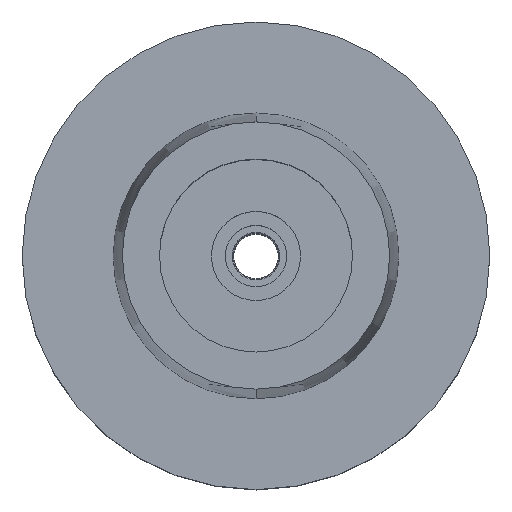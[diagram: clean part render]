
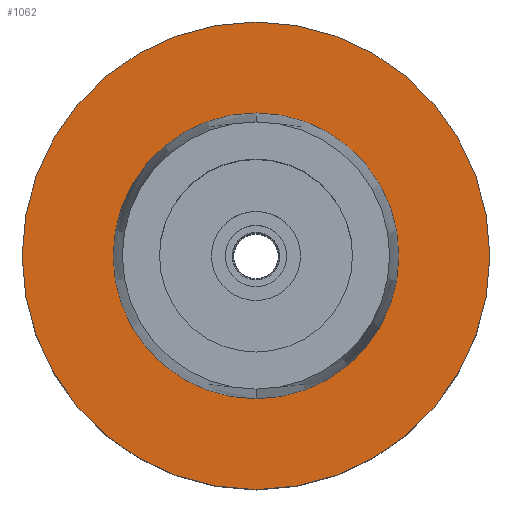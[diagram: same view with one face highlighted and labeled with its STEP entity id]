
A CAD part, top view. The second image highlights one B-rep face of the part: STEP entity #1062.
In plain terms, the highlighted planar face has unit normal (0, 0, 1).
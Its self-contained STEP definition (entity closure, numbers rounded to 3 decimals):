
#91=CARTESIAN_POINT('',(0.,0.,0.));
#92=DIRECTION('',(0.,0.,-1.));
#93=DIRECTION('',(0.,-1.,0.));
#94=AXIS2_PLACEMENT_3D('',#91,#92,#93);
#99=CARTESIAN_POINT('',(0.,0.,0.));
#100=DIRECTION('',(0.,0.,-1.));
#101=DIRECTION('',(0.,1.,0.));
#102=AXIS2_PLACEMENT_3D('',#99,#100,#101);
#107=CARTESIAN_POINT('',(0.,0.,0.));
#108=DIRECTION('',(0.,0.,1.));
#109=DIRECTION('',(0.,-1.,0.));
#110=AXIS2_PLACEMENT_3D('',#107,#108,#109);
#115=CARTESIAN_POINT('',(0.,0.,0.));
#116=DIRECTION('',(0.,0.,1.));
#117=DIRECTION('',(0.,1.,0.));
#118=AXIS2_PLACEMENT_3D('',#115,#116,#117);
#877=CARTESIAN_POINT('',(0.,19.25,0.));
#878=VERTEX_POINT('',#877);
#879=CARTESIAN_POINT('',(0.,-19.25,0.));
#880=VERTEX_POINT('',#879);
#881=CARTESIAN_POINT('',(0.,-31.5,0.));
#882=CARTESIAN_POINT('',(0.,31.5,0.));
#883=VERTEX_POINT('',#881);
#884=VERTEX_POINT('',#882);
#1047=CARTESIAN_POINT('',(0.,0.,0.));
#1048=DIRECTION('',(0.,0.,1.));
#1049=DIRECTION('',(0.,1.,0.));
#1050=AXIS2_PLACEMENT_3D('',#1047,#1048,#1049);
#1051=PLANE('',#1050);
#1053=ORIENTED_EDGE('',*,*,#1052,.T.);
#1055=ORIENTED_EDGE('',*,*,#1054,.T.);
#1056=EDGE_LOOP('',(#1053,#1055));
#1057=FACE_OUTER_BOUND('',#1056,.F.);
#1058=ORIENTED_EDGE('',*,*,#1040,.T.);
#1059=ORIENTED_EDGE('',*,*,#1029,.T.);
#1060=EDGE_LOOP('',(#1058,#1059));
#1061=FACE_BOUND('',#1060,.F.);
#95=CIRCLE('',#94,31.5);
#103=CIRCLE('',#102,31.5);
#111=CIRCLE('',#110,19.25);
#119=CIRCLE('',#118,19.25);
#1029=EDGE_CURVE('',#878,#880,#119,.T.);
#1040=EDGE_CURVE('',#880,#878,#111,.T.);
#1052=EDGE_CURVE('',#883,#884,#95,.T.);
#1054=EDGE_CURVE('',#884,#883,#103,.T.);
#1062=ADVANCED_FACE('',(#1057,#1061),#1051,.T.);
